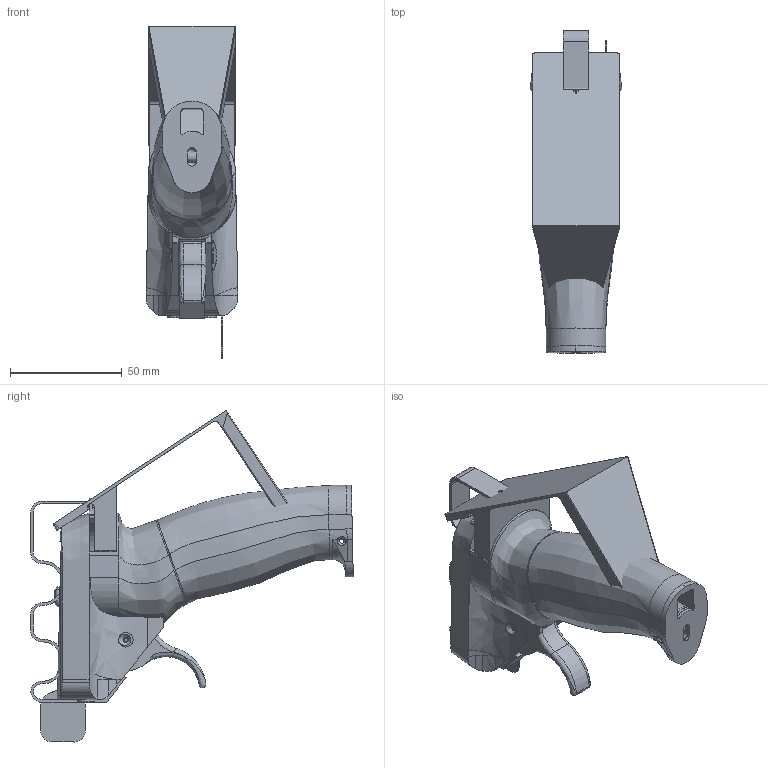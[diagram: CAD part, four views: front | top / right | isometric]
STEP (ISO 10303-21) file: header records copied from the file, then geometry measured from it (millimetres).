
FILE_DESCRIPTION(/* description */ (''),/* implementation_level */ '2;1');
FILE_NAME(/* name */ 'V2.5 v54.step',/* time_stamp */ '2025-05-26T15:11:09+02:00',/* author */ (''),/* organization */ (''),/* preprocessor_version */ 'ST-DEVELOPER v20.1',/* originating_system */ 'Autodesk Translation Framework v14.10.0.0',/* authorisation */ '');
FILE_SCHEMA (('AUTOMOTIVE_DESIGN { 1 0 10303 214 3 1 1 }'));
Products named in the file (3): V2.5; Switch_Side; V2_Spring_Metal v1
Assembly tree (2 placements, depth 2):
  V2.5
    Switch_Side
    V2_Spring_Metal v1
Bounding box: 41 x 144.31 x 148.55 mm (x, y, z)
Volume: 136655.2 mm3; surface area: 103286.5 mm2
Topology: 16 solids, 18 shells, 1137 faces, 3157 edges, 2068 vertices
Faces by surface type: plane 461, bspline 337, cylinder 297, torus 23, cone 13, sphere 6
Full cylindrical faces by diameter (mm): 0.8 x1, 1.3 x1, 1.5 x5, 2 x7, 2.499 x2, 2.5 x3, 3.9 x3, 4.3 x1, 4.4 x2, 4.7 x1, 6 x5, 6.8 x1, 7.5 x1, 10.2 x1, 10.4 x2, 12.8 x1, 13.6 x1, 15.9 x2, 19.9 x2, 33.999 x1
Entity records: 52441 total; most frequent: CARTESIAN_POINT 25508, ORIENTED_EDGE 6298, DIRECTION 4472, EDGE_CURVE 3149, VERTEX_POINT 2068, AXIS2_PLACEMENT_3D 1503, LINE 1466, VECTOR 1466
